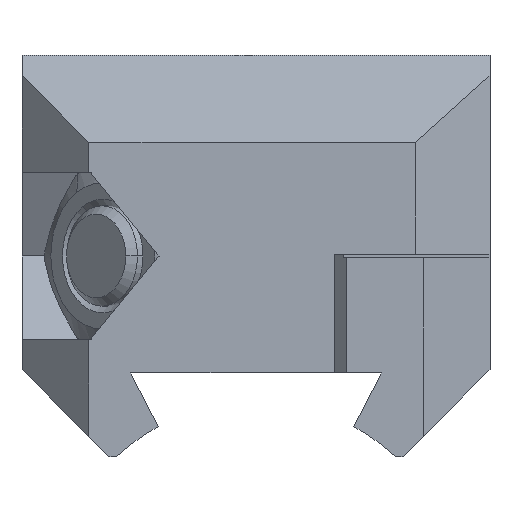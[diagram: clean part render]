
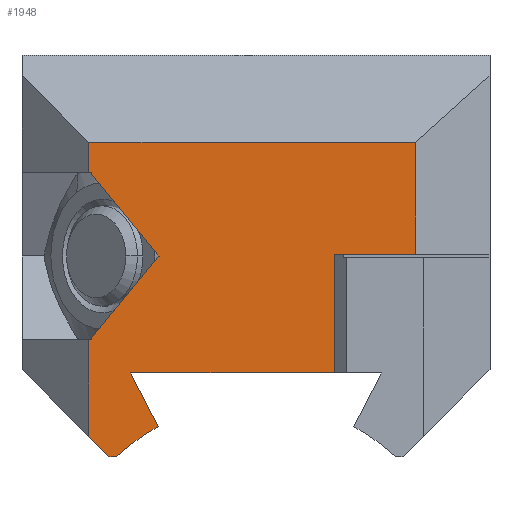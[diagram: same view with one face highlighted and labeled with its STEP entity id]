
A CAD part, left-side view. The second image highlights one B-rep face of the part: STEP entity #1948.
In plain terms, the highlighted planar face has unit normal (-1, 0, 0).
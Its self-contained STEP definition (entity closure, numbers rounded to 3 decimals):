
#102=FACE_OUTER_BOUND('',#211,.T.);
#211=EDGE_LOOP('',(#1287,#1288,#1289,#1290,#1291,#1292,#1293,#1294,#1295,
#1296,#1297,#1298,#1299,#1300,#1301));
#328=CIRCLE('',#2064,12.3);
#366=LINE('',#2734,#584);
#367=LINE('',#2736,#585);
#368=LINE('',#2738,#586);
#369=LINE('',#2740,#587);
#370=LINE('',#2742,#588);
#371=LINE('',#2744,#589);
#372=LINE('',#2746,#590);
#373=LINE('',#2748,#591);
#374=LINE('',#2750,#592);
#375=LINE('',#2754,#593);
#376=LINE('',#2756,#594);
#377=LINE('',#2758,#595);
#378=LINE('',#2760,#596);
#379=LINE('',#2761,#597);
#584=VECTOR('',#2217,19.558);
#585=VECTOR('',#2218,1.8);
#586=VECTOR('',#2219,0.082);
#587=VECTOR('',#2220,6.455);
#588=VECTOR('',#2221,6.455);
#589=VECTOR('',#2222,0.082);
#590=VECTOR('',#2223,5.8);
#591=VECTOR('',#2224,1.697);
#592=VECTOR('',#2225,0.45);
#593=VECTOR('',#2228,3.611);
#594=VECTOR('',#2229,12.2);
#595=VECTOR('',#2230,7.1);
#596=VECTOR('',#2231,4.858);
#597=VECTOR('',#2232,6.7);
#802=VERTEX_POINT('',#2732);
#803=VERTEX_POINT('',#2733);
#804=VERTEX_POINT('',#2735);
#805=VERTEX_POINT('',#2737);
#806=VERTEX_POINT('',#2739);
#807=VERTEX_POINT('',#2741);
#808=VERTEX_POINT('',#2743);
#809=VERTEX_POINT('',#2745);
#810=VERTEX_POINT('',#2747);
#811=VERTEX_POINT('',#2749);
#812=VERTEX_POINT('',#2751);
#813=VERTEX_POINT('',#2753);
#814=VERTEX_POINT('',#2755);
#815=VERTEX_POINT('',#2757);
#816=VERTEX_POINT('',#2759);
#995=EDGE_CURVE('',#802,#803,#366,.T.);
#996=EDGE_CURVE('',#802,#804,#367,.T.);
#997=EDGE_CURVE('',#804,#805,#368,.T.);
#998=EDGE_CURVE('',#805,#806,#369,.T.);
#999=EDGE_CURVE('',#807,#806,#370,.T.);
#1000=EDGE_CURVE('',#808,#807,#371,.T.);
#1001=EDGE_CURVE('',#808,#809,#372,.T.);
#1002=EDGE_CURVE('',#809,#810,#373,.T.);
#1003=EDGE_CURVE('',#810,#811,#374,.T.);
#1004=EDGE_CURVE('',#812,#811,#328,.T.);
#1005=EDGE_CURVE('',#813,#812,#375,.T.);
#1006=EDGE_CURVE('',#814,#813,#376,.T.);
#1007=EDGE_CURVE('',#814,#815,#377,.T.);
#1008=EDGE_CURVE('',#816,#815,#378,.T.);
#1009=EDGE_CURVE('',#816,#803,#379,.T.);
#1287=ORIENTED_EDGE('',*,*,#995,.F.);
#1288=ORIENTED_EDGE('',*,*,#996,.T.);
#1289=ORIENTED_EDGE('',*,*,#997,.T.);
#1290=ORIENTED_EDGE('',*,*,#998,.T.);
#1291=ORIENTED_EDGE('',*,*,#999,.F.);
#1292=ORIENTED_EDGE('',*,*,#1000,.F.);
#1293=ORIENTED_EDGE('',*,*,#1001,.T.);
#1294=ORIENTED_EDGE('',*,*,#1002,.T.);
#1295=ORIENTED_EDGE('',*,*,#1003,.T.);
#1296=ORIENTED_EDGE('',*,*,#1004,.F.);
#1297=ORIENTED_EDGE('',*,*,#1005,.F.);
#1298=ORIENTED_EDGE('',*,*,#1006,.F.);
#1299=ORIENTED_EDGE('',*,*,#1007,.T.);
#1300=ORIENTED_EDGE('',*,*,#1008,.F.);
#1301=ORIENTED_EDGE('',*,*,#1009,.T.);
#1871=PLANE('',#2063);
#1948=ADVANCED_FACE('',(#102),#1871,.T.);
#2063=AXIS2_PLACEMENT_3D('',#2731,#2215,#2216);
#2064=AXIS2_PLACEMENT_3D('',#2752,#2226,#2227);
#2215=DIRECTION('center_axis',(-1.,0.,0.));
#2216=DIRECTION('ref_axis',(0.,0.,1.));
#2217=DIRECTION('',(0.,0.,1.));
#2218=DIRECTION('',(0.,-1.,0.));
#2219=DIRECTION('',(0.,0.,1.));
#2220=DIRECTION('',(0.,-0.775,0.632));
#2221=DIRECTION('',(0.,0.775,0.632));
#2222=DIRECTION('',(0.,0.,1.));
#2223=DIRECTION('',(0.,-1.,0.));
#2224=DIRECTION('',(0.,-0.707,0.707));
#2225=DIRECTION('',(0.,0.,1.));
#2226=DIRECTION('center_axis',(-1.,0.,0.));
#2227=DIRECTION('ref_axis',(0.,0.88,-0.476));
#2228=DIRECTION('',(0.,-0.889,0.457));
#2229=DIRECTION('',(0.,0.,-1.));
#2230=DIRECTION('',(0.,1.,0.));
#2231=DIRECTION('',(0.,0.,-1.));
#2232=DIRECTION('',(0.,1.,0.));
#2731=CARTESIAN_POINT('Origin',(-14.,-12.,-14.));
#2732=CARTESIAN_POINT('',(-14.,6.8,-10.));
#2733=CARTESIAN_POINT('',(-14.,6.8,9.558));
#2734=CARTESIAN_POINT('',(-14.,6.8,-10.));
#2735=CARTESIAN_POINT('',(-14.,5.,-10.));
#2736=CARTESIAN_POINT('',(-14.,6.8,-10.));
#2737=CARTESIAN_POINT('',(-14.,5.,-9.918));
#2738=CARTESIAN_POINT('',(-14.,5.,-10.));
#2739=CARTESIAN_POINT('',(-14.,0.,-5.835));
#2740=CARTESIAN_POINT('',(-14.,5.,-9.918));
#2741=CARTESIAN_POINT('',(-14.,-5.,-9.918));
#2742=CARTESIAN_POINT('',(-14.,-5.,-9.918));
#2743=CARTESIAN_POINT('',(-14.,-5.,-10.));
#2744=CARTESIAN_POINT('',(-14.,-5.,-10.));
#2745=CARTESIAN_POINT('',(-14.,-10.8,-10.));
#2746=CARTESIAN_POINT('',(-14.,-5.,-10.));
#2747=CARTESIAN_POINT('',(-14.,-12.,-8.8));
#2748=CARTESIAN_POINT('',(-14.,-10.8,-10.));
#2749=CARTESIAN_POINT('',(-14.,-12.,-8.35));
#2750=CARTESIAN_POINT('',(-14.,-12.,-8.8));
#2751=CARTESIAN_POINT('',(-14.,-10.212,-5.85));
#2752=CARTESIAN_POINT('Origin',(-14.,-21.031,0.));
#2753=CARTESIAN_POINT('',(-14.,-7.,-7.5));
#2754=CARTESIAN_POINT('',(-14.,-7.,-7.5));
#2755=CARTESIAN_POINT('',(-14.,-7.,4.7));
#2756=CARTESIAN_POINT('',(-14.,-7.,4.7));
#2757=CARTESIAN_POINT('',(-14.,0.1,4.7));
#2758=CARTESIAN_POINT('',(-14.,-7.,4.7));
#2759=CARTESIAN_POINT('',(-14.,0.1,9.558));
#2760=CARTESIAN_POINT('',(-14.,0.1,9.558));
#2761=CARTESIAN_POINT('',(-14.,0.1,9.558));
